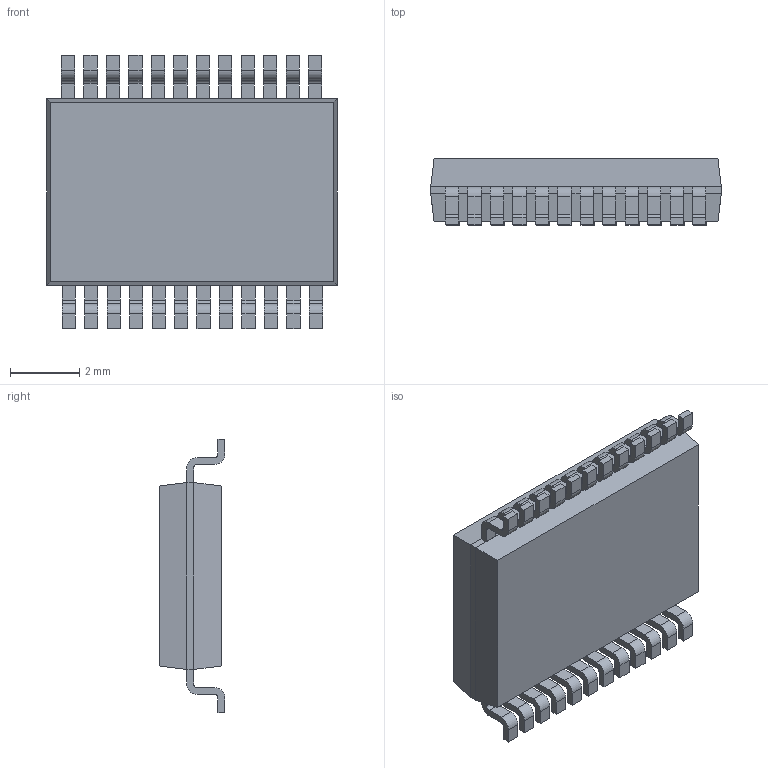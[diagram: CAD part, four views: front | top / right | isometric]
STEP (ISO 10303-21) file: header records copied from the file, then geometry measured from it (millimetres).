
FILE_DESCRIPTION (( 'STEP AP214' ), '1' );
FILE_NAME ('SW3dPS-SSOP-24.STEP', '2009-05-16T09:42:58', ( 'sysAdmin' ), ( 'SolidWorks' ), 'SwSTEP 2.0', 'SolidWorks 2009', '' );
FILE_SCHEMA (( 'AUTOMOTIVE_DESIGN' ));
Length unit declared in the file: inch
Products named in the file (4): SW3dPS-SSOP-24_SSOP-24_Body; SW3dPS-SSOP-24_PinAssy; SW3dPS-SSOP-24_SSOP-24_PIN; SW3dPS-SSOP-24
Assembly tree (15 placements, depth 3):
  SW3dPS-SSOP-24
    SW3dPS-SSOP-24_PinAssy  x2
      SW3dPS-SSOP-24_SSOP-24_PIN
    SW3dPS-SSOP-24_SSOP-24_Body
Bounding box: 8.4 x 1.9 x 7.9 mm (x, y, z)
Volume: 83 mm3; surface area: 195 mm2
Topology: 25 solids, 25 shells, 448 faces, 1153 edges, 766 vertices
Faces by surface type: plane 300, cylinder 98, bspline 50
Entity records: 7868 total; most frequent: CARTESIAN_POINT 3662, ORIENTED_EDGE 650, DIRECTION 427, EDGE_CURVE 325, VERTEX_POINT 214, VECTOR 213, LINE 213, EDGE_LOOP 137
